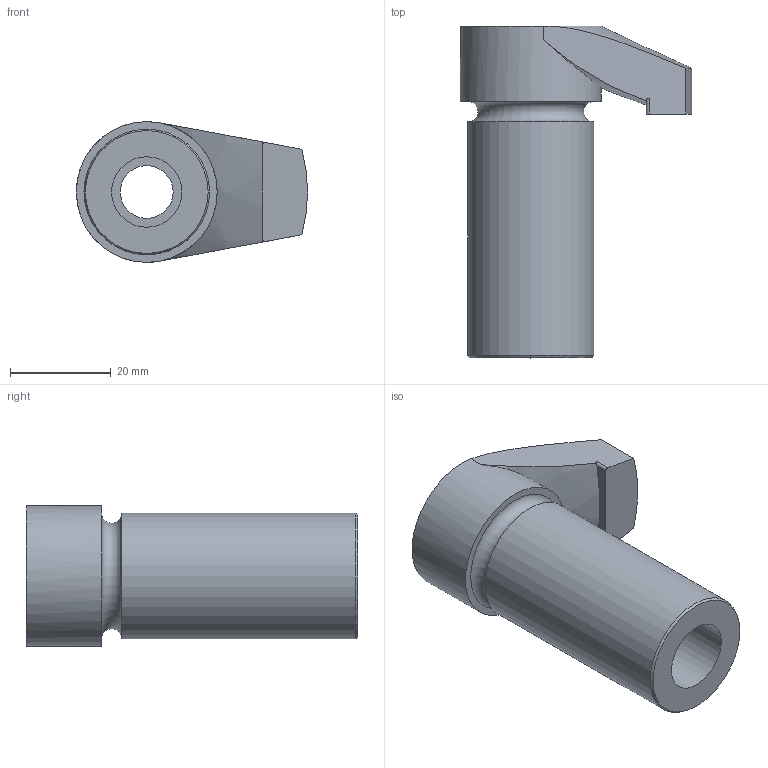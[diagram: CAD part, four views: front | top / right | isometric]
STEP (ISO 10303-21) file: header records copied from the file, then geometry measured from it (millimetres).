
FILE_DESCRIPTION( ( 'STEP AP214' ), '1' );
FILE_NAME( 'K0012.310.stp', '2020-11-24T14:38:17', ( '' ), ( '' ), ' ', 'PARTsolutions', ' ' );
FILE_SCHEMA( ( 'AUTOMOTIVE_DESIGN { 1 0 10303 214 1 1 1 1 }' ) );
Length unit declared in the file: millimetre
Products named in the file (1): _K0012.310
Bounding box: 46 x 66 x 28 mm (x, y, z)
Volume: 28633.1 mm3; surface area: 10544.8 mm2
Topology: 1 solids, 1 shells, 28 faces, 60 edges, 38 vertices
Faces by surface type: plane 14, cylinder 9, cone 3, torus 1, sphere 1
Full cylindrical faces by diameter (mm): 5 x1, 10.5 x1, 14 x1, 18 x1, 25 x1, 28 x1
Entity records: 1067 total; most frequent: CARTESIAN_POINT 246, DIRECTION 129, ORIENTED_EDGE 98, AXIS2_PLACEMENT_3D 55, EDGE_CURVE 49, EDGE_LOOP 43, VERTEX_POINT 36, FACE_OUTER_BOUND 35
